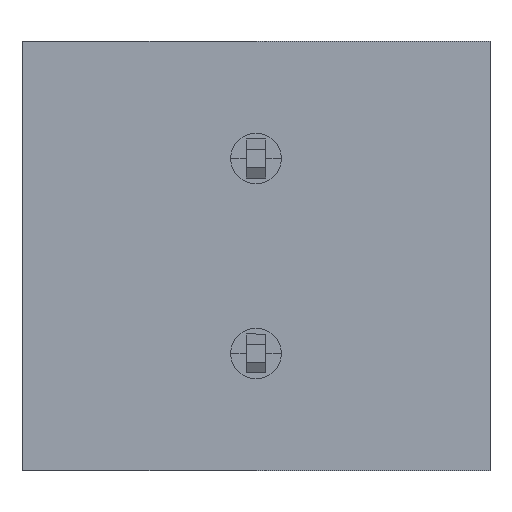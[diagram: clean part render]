
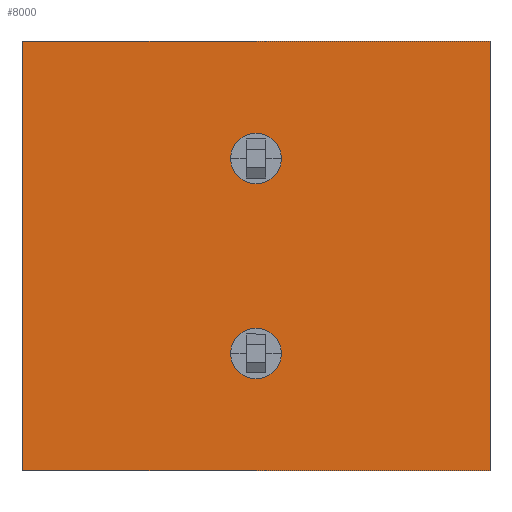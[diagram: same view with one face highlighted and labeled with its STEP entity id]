
A CAD part, front view. The second image highlights one B-rep face of the part: STEP entity #8000.
In plain terms, the highlighted planar face has unit normal (0, -1, 0).
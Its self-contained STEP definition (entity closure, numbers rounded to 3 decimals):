
#7310=CARTESIAN_POINT('',(52.601,8.009,
   0.));
#7320=DIRECTION('',(0.,-1.,
   0.));
#7330=DIRECTION('',(-1.,0.,
   0.));
#7340=AXIS2_PLACEMENT_3D('',#7310,#7320,#7330);
#7350=PLANE('',#7340);
#7360=CARTESIAN_POINT('',(46.601,8.009,
   -5.));
#7370=DIRECTION('',(0.,-1.,
   0.));
#7380=DIRECTION('',(1.,0.,
   0.));
#7390=AXIS2_PLACEMENT_3D('',#7360,#7370,#7380);
#7400=CIRCLE('',#7390,0.65);
#7410=CARTESIAN_POINT('',(47.251,8.009,
   -5.));
#7420=VERTEX_POINT('',#7410);
#7430=CARTESIAN_POINT('',(45.951,8.009,
   -5.));
#7440=VERTEX_POINT('',#7430);
#7450=EDGE_CURVE('',#7420,#7440,#7400,.T.);
#7460=ORIENTED_EDGE('',*,*,#7450,.F.);
#7470=EDGE_CURVE('',#7440,#7420,#7400,.T.);
#7480=ORIENTED_EDGE('',*,*,#7470,.F.);
#7490=EDGE_LOOP('',(#7480,#7460));
#7500=FACE_BOUND('',#7490,.T.);
#7510=CARTESIAN_POINT('',(46.601,8.009,
   0.));
#7520=DIRECTION('',(0.,-1.,
   0.));
#7530=DIRECTION('',(1.,0.,
   0.));
#7540=AXIS2_PLACEMENT_3D('',#7510,#7520,#7530);
#7550=CIRCLE('',#7540,0.65);
#7560=CARTESIAN_POINT('',(45.951,8.009,
   0.));
#7570=VERTEX_POINT('',#7560);
#7580=CARTESIAN_POINT('',(47.251,8.009,
   0.));
#7590=VERTEX_POINT('',#7580);
#7600=EDGE_CURVE('',#7570,#7590,#7550,.T.);
#7610=ORIENTED_EDGE('',*,*,#7600,.F.);
#7620=EDGE_CURVE('',#7590,#7570,#7550,.T.);
#7630=ORIENTED_EDGE('',*,*,#7620,.F.);
#7640=EDGE_LOOP('',(#7630,#7610));
#7650=FACE_BOUND('',#7640,.T.);
#7660=CARTESIAN_POINT('',(0.,8.009,
   3.));
#7670=DIRECTION('',(1.,0.,
   0.));
#7680=VECTOR('',#7670,1.);
#7690=LINE('',#7660,#7680);
#7700=CARTESIAN_POINT('',(40.601,8.009,
   3.));
#7710=VERTEX_POINT('',#7700);
#7720=CARTESIAN_POINT('',(52.601,8.009,
   3.));
#7730=VERTEX_POINT('',#7720);
#7740=EDGE_CURVE('',#7710,#7730,#7690,.T.);
#7750=ORIENTED_EDGE('',*,*,#7740,.F.);
#7760=CARTESIAN_POINT('',(52.601,8.009,
   0.));
#7770=DIRECTION('',(0.,0.,
   1.));
#7780=VECTOR('',#7770,1.);
#7790=LINE('',#7760,#7780);
#7800=CARTESIAN_POINT('',(52.601,8.009,
   -8.));
#7810=VERTEX_POINT('',#7800);
#7820=EDGE_CURVE('',#7810,#7730,#7790,.T.);
#7830=ORIENTED_EDGE('',*,*,#7820,.T.);
#7840=CARTESIAN_POINT('',(0.,8.009,
   -8.));
#7850=DIRECTION('',(1.,0.,
   0.));
#7860=VECTOR('',#7850,1.);
#7870=LINE('',#7840,#7860);
#7880=CARTESIAN_POINT('',(40.601,8.009,
   -8.));
#7890=VERTEX_POINT('',#7880);
#7900=EDGE_CURVE('',#7890,#7810,#7870,.T.);
#7910=ORIENTED_EDGE('',*,*,#7900,.T.);
#7920=CARTESIAN_POINT('',(40.601,8.009,
   0.));
#7930=DIRECTION('',(0.,0.,
   1.));
#7940=VECTOR('',#7930,1.);
#7950=LINE('',#7920,#7940);
#7960=EDGE_CURVE('',#7890,#7710,#7950,.T.);
#7970=ORIENTED_EDGE('',*,*,#7960,.F.);
#7980=EDGE_LOOP('',(#7970,#7910,#7830,#7750));
#7990=FACE_OUTER_BOUND('',#7980,.T.);
#8000=ADVANCED_FACE('',(#7500,#7650,#7990),#7350,.T.);
